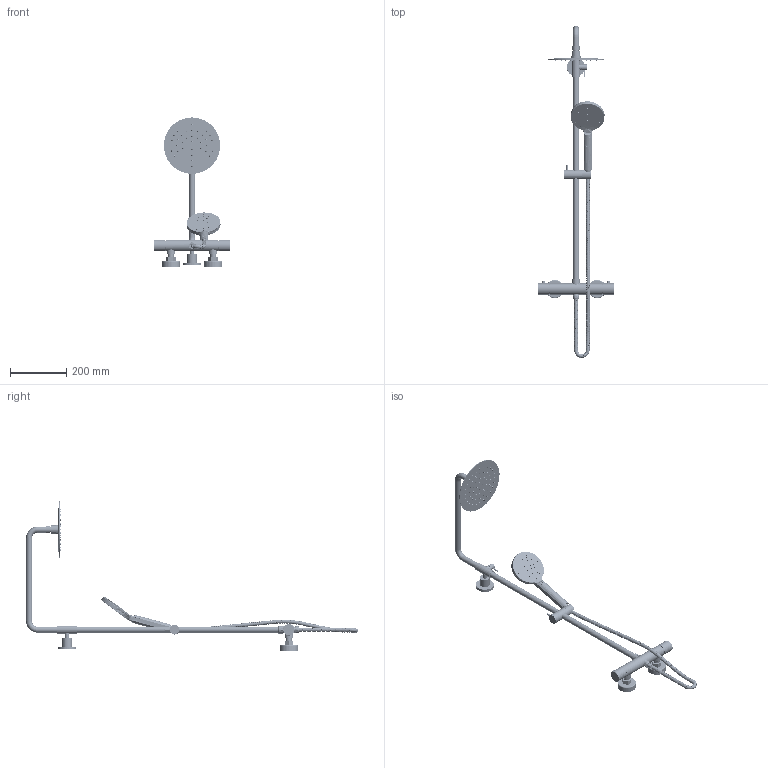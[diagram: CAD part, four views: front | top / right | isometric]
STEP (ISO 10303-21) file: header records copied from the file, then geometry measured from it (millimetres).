
FILE_DESCRIPTION (( 'STEP AP214' ), '1' );
FILE_NAME ('CO2WK01_v30220.STEP', '2020-02-10T11:00:31', ( '' ), ( '' ), 'SwSTEP 2.0', 'SolidWorks 2019', '' );
FILE_SCHEMA (( 'AUTOMOTIVE_DESIGN' ));
Length unit declared in the file: millimetre
Products named in the file (12): Handset connector hex; 190611_S1005 slider_v1_right; CO235_v10718; Hose straight; CO223-228_v10718_223; Hose bend v2; Handset connector; 190611_S1005 slider_v1_Left; Hose Kink; CO1WV01 - CO2WV01_v2; CO2WK01_v30220; CORR01
Assembly tree (11 placements, depth 2):
  CO2WK01_v30220
    CORR01
    190611_S1005 slider_v1_right
    CO235_v10718
    190611_S1005 slider_v1_Left
    Handset connector
    CO1WV01 - CO2WV01_v2
    CO223-228_v10718_223
    Handset connector hex
    Hose straight
    Hose Kink
    Hose bend v2
Bounding box: 270 x 1177.37 x 529 mm (x, y, z)
Volume: 1422136.7 mm3; surface area: 432387.2 mm2
Topology: 13 solids, 14 shells, 1811 faces, 4442 edges, 2873 vertices
Faces by surface type: cylinder 875, plane 379, bspline 359, torus 150, sphere 39, cone 9
Entity records: 159013 total; most frequent: CARTESIAN_POINT 112827, ORIENTED_EDGE 8812, DIRECTION 7533, EDGE_CURVE 4406, AXIS2_PLACEMENT_3D 3172, VERTEX_POINT 2863, EDGE_LOOP 2061, ADVANCED_FACE 1811
